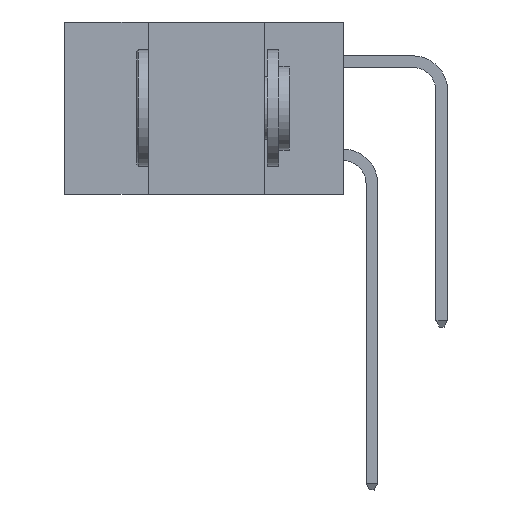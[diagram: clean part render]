
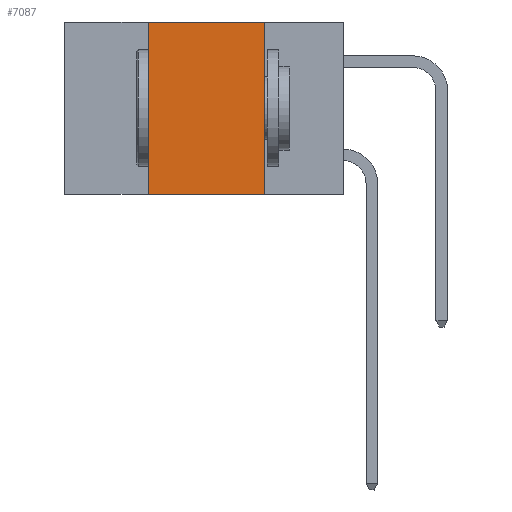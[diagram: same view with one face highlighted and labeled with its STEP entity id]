
A CAD part, left-side view. The second image highlights one B-rep face of the part: STEP entity #7087.
In plain terms, the highlighted planar face has unit normal (-1, 0, 0).
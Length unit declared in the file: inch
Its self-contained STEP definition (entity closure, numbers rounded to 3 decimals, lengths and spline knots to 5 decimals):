
#300 = DIRECTION ( 'NONE',  ( 1., 0., 0. ) ) ;
#345 = PLANE ( 'NONE',  #4944 ) ;
#500 = CARTESIAN_POINT ( 'NONE',  ( 0., 0.6, 0. ) ) ;
#2021 = CARTESIAN_POINT ( 'NONE',  ( 0., 0.6, 0. ) ) ;
#2249 = CARTESIAN_POINT ( 'NONE',  ( 0., 0.17, 0. ) ) ;
#2611 = EDGE_CURVE ( 'NONE', #8712, #16580, #3210, .T. ) ;
#3210 = LINE ( 'NONE', #14363, #18266 ) ;
#4245 = EDGE_CURVE ( 'NONE', #8712, #4899, #12765, .T. ) ;
#4899 = VERTEX_POINT ( 'NONE', #15551 ) ;
#4944 = AXIS2_PLACEMENT_3D ( 'NONE', #500, #300, #5002 ) ;
#5002 = DIRECTION ( 'NONE',  ( 0., 0., -1. ) ) ;
#5276 = CARTESIAN_POINT ( 'NONE',  ( 0., 0.42, -0.37 ) ) ;
#7087 = ADVANCED_FACE ( 'NONE', ( #15876 ), #345, .F. ) ;
#7503 = VERTEX_POINT ( 'NONE', #15382 ) ;
#8440 = ORIENTED_EDGE ( 'NONE', *, *, #2611, .F. ) ;
#8712 = VERTEX_POINT ( 'NONE', #5276 ) ;
#8790 = ORIENTED_EDGE ( 'NONE', *, *, #16311, .F. ) ;
#8975 = LINE ( 'NONE', #2021, #17170 ) ;
#9315 = VECTOR ( 'NONE', #16823, 39.37008 ) ;
#9338 = DIRECTION ( 'NONE',  ( 0., -1., 0. ) ) ;
#11575 = ORIENTED_EDGE ( 'NONE', *, *, #4245, .T. ) ;
#12507 = DIRECTION ( 'NONE',  ( 0., 0., -1. ) ) ;
#12765 = LINE ( 'NONE', #16947, #9315 ) ;
#13117 = CARTESIAN_POINT ( 'NONE',  ( 0., 0.42, 0. ) ) ;
#13453 = ORIENTED_EDGE ( 'NONE', *, *, #16877, .F. ) ;
#14363 = CARTESIAN_POINT ( 'NONE',  ( 0., 0.42, 0. ) ) ;
#14705 = LINE ( 'NONE', #2249, #15161 ) ;
#15161 = VECTOR ( 'NONE', #12507, 39.37008 ) ;
#15382 = CARTESIAN_POINT ( 'NONE',  ( 0., 0.17, 0. ) ) ;
#15551 = CARTESIAN_POINT ( 'NONE',  ( 0., 0.17, -0.37 ) ) ;
#15719 = EDGE_LOOP ( 'NONE', ( #8790, #13453, #8440, #11575 ) ) ;
#15745 = DIRECTION ( 'NONE',  ( 0., 0., 1. ) ) ;
#15876 = FACE_OUTER_BOUND ( 'NONE', #15719, .T. ) ;
#16311 = EDGE_CURVE ( 'NONE', #7503, #4899, #14705, .T. ) ;
#16580 = VERTEX_POINT ( 'NONE', #13117 ) ;
#16823 = DIRECTION ( 'NONE',  ( 0., -1., 0. ) ) ;
#16877 = EDGE_CURVE ( 'NONE', #16580, #7503, #8975, .T. ) ;
#16947 = CARTESIAN_POINT ( 'NONE',  ( 0., 0.6, -0.37 ) ) ;
#17170 = VECTOR ( 'NONE', #9338, 39.37008 ) ;
#18266 = VECTOR ( 'NONE', #15745, 39.37008 ) ;
